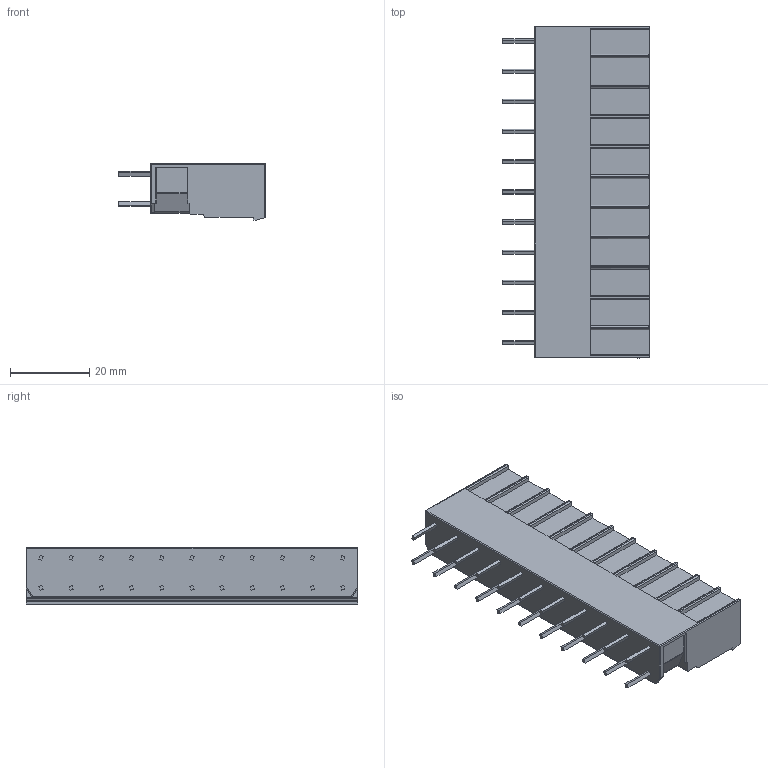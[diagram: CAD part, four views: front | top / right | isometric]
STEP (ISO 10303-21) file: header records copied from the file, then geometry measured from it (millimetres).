
FILE_DESCRIPTION((''),'2;1');
FILE_NAME('TLPHC-516V','2024-09-10T09:02:19',('sheji'),(''),'CREO PARAMETRIC BY PTC INC, 2018100','CREO PARAMETRIC BY PTC INC, 2018100','');
FILE_SCHEMA(('CONFIG_CONTROL_DESIGN'));
Length unit declared in the file: millimetre
Products named in the file (1): TLPHC-516V
Bounding box: 37 x 83.82 x 14.29 mm (x, y, z)
Volume: 19231.9 mm3; surface area: 16250.1 mm2
Topology: 1 solids, 1 shells, 833 faces, 2273 edges, 1486 vertices
Faces by surface type: plane 639, cylinder 186, sphere 6, torus 2
Entity records: 26097 total; most frequent: CARTESIAN_POINT 4706, ORIENTED_EDGE 4546, DIRECTION 4265, EDGE_CURVE 2273, VECTOR 1899, LINE 1899, VERTEX_POINT 1486, AXIS2_PLACEMENT_3D 1183
